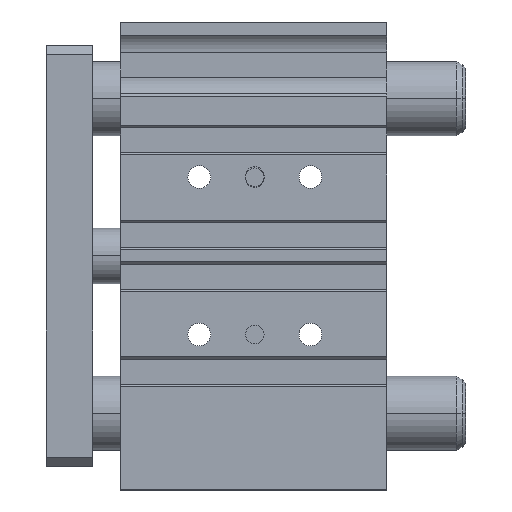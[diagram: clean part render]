
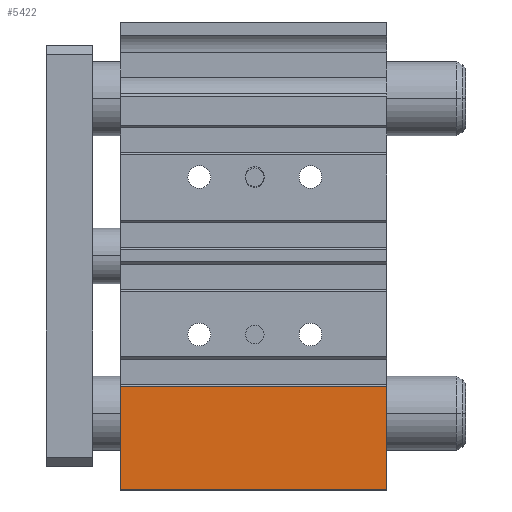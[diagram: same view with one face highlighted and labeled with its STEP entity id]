
A CAD part, top view. The second image highlights one B-rep face of the part: STEP entity #5422.
In plain terms, the highlighted planar face has unit normal (0, 0, 1).
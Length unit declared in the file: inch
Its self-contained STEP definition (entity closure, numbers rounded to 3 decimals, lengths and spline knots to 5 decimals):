
#51 = CARTESIAN_POINT ( 'NONE',  ( 2.26378, -1.11024, 0.82677 ) ) ;
#925 = VERTEX_POINT ( 'NONE', #51 ) ;
#1165 = EDGE_LOOP ( 'NONE', ( #5699, #7961, #8814, #1253 ) ) ;
#1253 = ORIENTED_EDGE ( 'NONE', *, *, #2359, .T. ) ;
#1533 = CARTESIAN_POINT ( 'NONE',  ( 0., -1.98819, 0.82677 ) ) ;
#2359 = EDGE_CURVE ( 'NONE', #925, #4523, #5511, .T. ) ;
#2470 = FACE_OUTER_BOUND ( 'NONE', #1165, .T. ) ;
#4051 = VERTEX_POINT ( 'NONE', #7236 ) ;
#4268 = DIRECTION ( 'NONE',  ( -1., 0., 0. ) ) ;
#4357 = EDGE_CURVE ( 'NONE', #4051, #5356, #5415, .T. ) ;
#4486 = VECTOR ( 'NONE', #11402, 39.37008 ) ;
#4523 = VERTEX_POINT ( 'NONE', #4808 ) ;
#4808 = CARTESIAN_POINT ( 'NONE',  ( 0., -1.11024, 0.82677 ) ) ;
#5356 = VERTEX_POINT ( 'NONE', #1533 ) ;
#5415 = LINE ( 'NONE', #7046, #9758 ) ;
#5422 = ADVANCED_FACE ( 'NONE', ( #2470 ), #8007, .F. ) ;
#5511 = LINE ( 'NONE', #7178, #7783 ) ;
#5699 = ORIENTED_EDGE ( 'NONE', *, *, #9240, .T. ) ;
#6146 = CARTESIAN_POINT ( 'NONE',  ( 2.26378, -1.11024, 0.82677 ) ) ;
#7046 = CARTESIAN_POINT ( 'NONE',  ( 2.26378, -1.98819, 0.82677 ) ) ;
#7178 = CARTESIAN_POINT ( 'NONE',  ( 2.26378, -1.11024, 0.82677 ) ) ;
#7236 = CARTESIAN_POINT ( 'NONE',  ( 2.26378, -1.98819, 0.82677 ) ) ;
#7783 = VECTOR ( 'NONE', #9168, 39.37008 ) ;
#7870 = CARTESIAN_POINT ( 'NONE',  ( 2.26378, -1.11024, 0.82677 ) ) ;
#7961 = ORIENTED_EDGE ( 'NONE', *, *, #4357, .F. ) ;
#8007 = PLANE ( 'NONE',  #8335 ) ;
#8335 = AXIS2_PLACEMENT_3D ( 'NONE', #6146, #11660, #9792 ) ;
#8741 = VECTOR ( 'NONE', #10306, 39.37008 ) ;
#8779 = LINE ( 'NONE', #7870, #4486 ) ;
#8814 = ORIENTED_EDGE ( 'NONE', *, *, #9744, .F. ) ;
#9168 = DIRECTION ( 'NONE',  ( -1., 0., 0. ) ) ;
#9240 = EDGE_CURVE ( 'NONE', #4523, #5356, #11198, .T. ) ;
#9744 = EDGE_CURVE ( 'NONE', #925, #4051, #8779, .T. ) ;
#9758 = VECTOR ( 'NONE', #4268, 39.37008 ) ;
#9792 = DIRECTION ( 'NONE',  ( 0., -1., 0. ) ) ;
#10306 = DIRECTION ( 'NONE',  ( 0., -1., 0. ) ) ;
#10358 = CARTESIAN_POINT ( 'NONE',  ( 0., -1.11024, 0.82677 ) ) ;
#11198 = LINE ( 'NONE', #10358, #8741 ) ;
#11402 = DIRECTION ( 'NONE',  ( 0., -1., 0. ) ) ;
#11660 = DIRECTION ( 'NONE',  ( 0., 0., -1. ) ) ;
